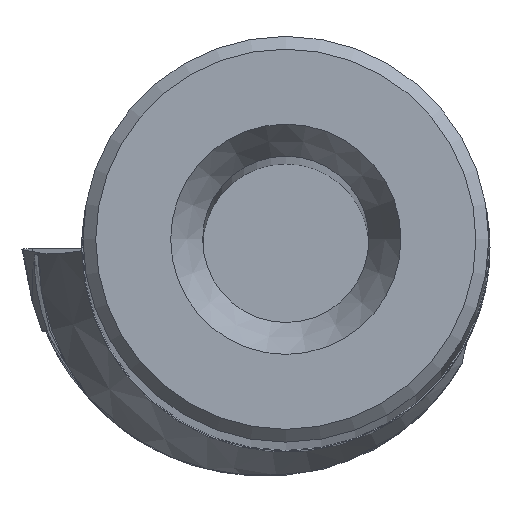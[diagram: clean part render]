
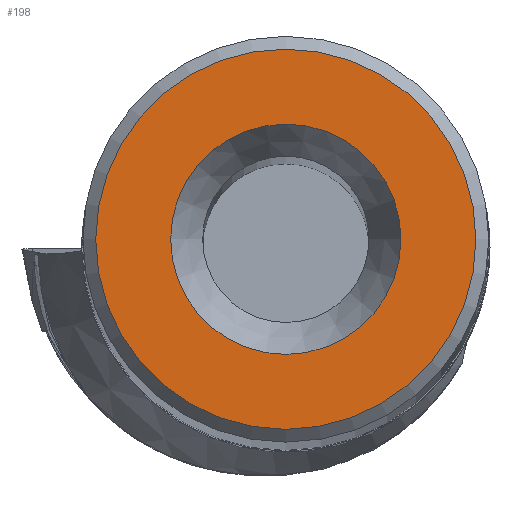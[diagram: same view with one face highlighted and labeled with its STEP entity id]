
A CAD part, top view. The second image highlights one B-rep face of the part: STEP entity #198.
In plain terms, the highlighted planar face has unit normal (0, 0, 1).
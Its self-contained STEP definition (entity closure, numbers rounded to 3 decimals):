
#198=ADVANCED_FACE('',(#398,#399),#234,.T.);
#234=PLANE('',#1033);
#398=FACE_BOUND('',#441,.T.);
#399=FACE_BOUND('',#442,.T.);
#441=EDGE_LOOP('',(#566));
#442=EDGE_LOOP('',(#567));
#566=ORIENTED_EDGE('',*,*,#840,.F.);
#567=ORIENTED_EDGE('',*,*,#838,.T.);
#746=VERTEX_POINT('',#1570);
#748=VERTEX_POINT('',#1576);
#838=EDGE_CURVE('',#746,#746,#909,.T.);
#840=EDGE_CURVE('',#748,#748,#911,.T.);
#909=CIRCLE('',#1028,7.43);
#911=CIRCLE('',#1032,4.5);
#1028=AXIS2_PLACEMENT_3D('',#1569,#1191,#1192);
#1032=AXIS2_PLACEMENT_3D('',#1575,#1199,#1200);
#1033=AXIS2_PLACEMENT_3D('',#1577,#1201,#1202);
#1191=DIRECTION('',(0.,0.,1.));
#1192=DIRECTION('',(1.,0.,0.));
#1199=DIRECTION('',(0.,0.,1.));
#1200=DIRECTION('',(1.,0.,0.));
#1201=DIRECTION('',(0.,0.,1.));
#1202=DIRECTION('',(1.,0.,0.));
#1569=CARTESIAN_POINT('',(0.,0.,0.));
#1570=CARTESIAN_POINT('',(7.43,0.,0.));
#1575=CARTESIAN_POINT('',(0.,0.,0.));
#1576=CARTESIAN_POINT('',(4.5,0.,0.));
#1577=CARTESIAN_POINT('',(0.,0.,0.));
